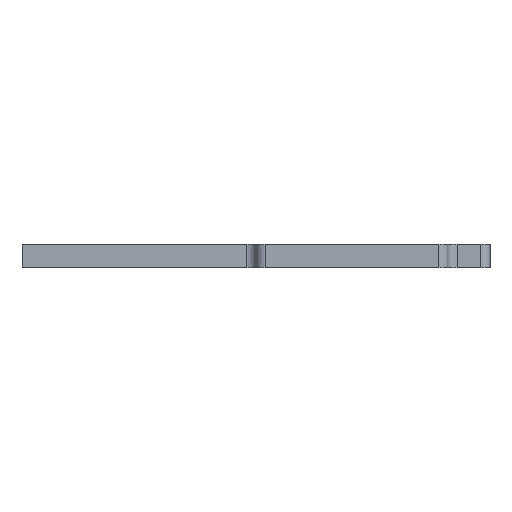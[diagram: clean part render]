
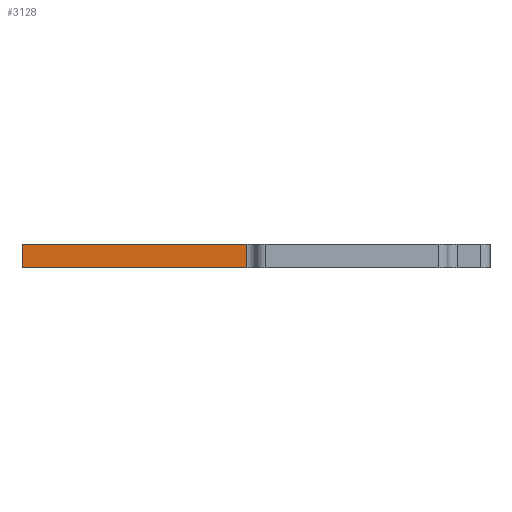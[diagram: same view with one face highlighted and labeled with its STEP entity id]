
A CAD part, left-side view. The second image highlights one B-rep face of the part: STEP entity #3128.
In plain terms, the highlighted planar face has unit normal (-1, 0, 0).
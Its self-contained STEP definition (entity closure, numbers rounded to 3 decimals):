
#161=PLANE('',#3342);
#256=FACE_OUTER_BOUND('',#444,.T.);
#444=EDGE_LOOP('',(#2183,#2184,#2185,#2186));
#781=LINE('',#4749,#1021);
#783=LINE('',#4755,#1023);
#784=LINE('',#4757,#1024);
#785=LINE('',#4758,#1025);
#1021=VECTOR('',#3743,10.);
#1023=VECTOR('',#3749,10.);
#1024=VECTOR('',#3750,10.);
#1025=VECTOR('',#3751,10.);
#1456=VERTEX_POINT('',#4746);
#1457=VERTEX_POINT('',#4748);
#1459=VERTEX_POINT('',#4754);
#1460=VERTEX_POINT('',#4756);
#1746=EDGE_CURVE('',#1456,#1457,#781,.T.);
#1749=EDGE_CURVE('',#1459,#1456,#783,.T.);
#1750=EDGE_CURVE('',#1460,#1459,#784,.T.);
#1751=EDGE_CURVE('',#1457,#1460,#785,.T.);
#2183=ORIENTED_EDGE('',*,*,#1746,.F.);
#2184=ORIENTED_EDGE('',*,*,#1749,.F.);
#2185=ORIENTED_EDGE('',*,*,#1750,.F.);
#2186=ORIENTED_EDGE('',*,*,#1751,.F.);
#3128=ADVANCED_FACE('',(#256),#161,.F.);
#3342=AXIS2_PLACEMENT_3D('',#4753,#3747,#3748);
#3743=DIRECTION('',(0.,0.,-1.));
#3747=DIRECTION('center_axis',(1.,0.,0.));
#3748=DIRECTION('ref_axis',(0.,-1.,0.));
#3749=DIRECTION('',(0.,-1.,0.));
#3750=DIRECTION('',(0.,0.,1.));
#3751=DIRECTION('',(0.,1.,0.));
#4746=CARTESIAN_POINT('',(-15.86,-72.8,-0.1));
#4748=CARTESIAN_POINT('',(-15.86,-72.8,-5.1));
#4749=CARTESIAN_POINT('',(-15.86,-72.8,-0.1));
#4753=CARTESIAN_POINT('Origin',(-15.86,-24.8,-0.1));
#4754=CARTESIAN_POINT('',(-15.86,-24.8,-0.1));
#4755=CARTESIAN_POINT('',(-15.86,-37.3,-0.1));
#4756=CARTESIAN_POINT('',(-15.86,-24.8,-5.1));
#4757=CARTESIAN_POINT('',(-15.86,-24.8,-0.1));
#4758=CARTESIAN_POINT('',(-15.86,-37.3,-5.1));
